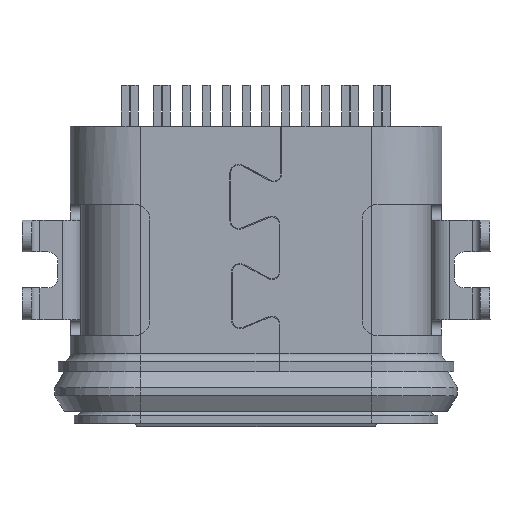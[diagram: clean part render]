
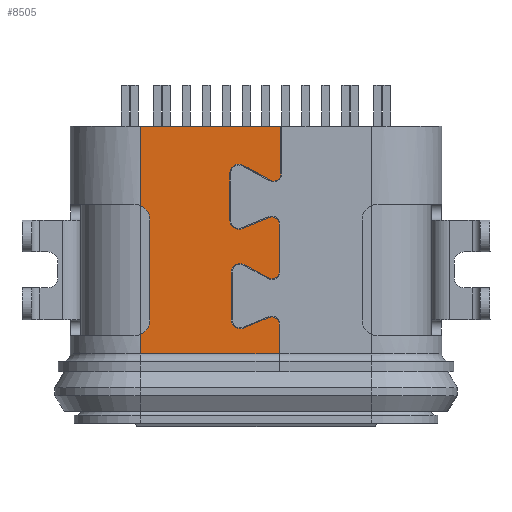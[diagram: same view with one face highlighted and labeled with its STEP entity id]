
A CAD part, front view. The second image highlights one B-rep face of the part: STEP entity #8505.
In plain terms, the highlighted planar face has unit normal (0, -1, 0).
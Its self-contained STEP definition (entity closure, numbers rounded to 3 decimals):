
#9=DIRECTION('',(-1.,0.,0.));
#10=VECTOR('',#9,3.526);
#11=CARTESIAN_POINT('',(0.459,-1.094,7.53));
#12=LINE('',#11,#10);
#977=DIRECTION('',(1.,0.,0.));
#978=VECTOR('',#977,3.48);
#979=CARTESIAN_POINT('',(-3.067,-1.094,1.83));
#980=LINE('',#979,#978);
#1033=DIRECTION('',(0.,0.,-1.));
#1034=VECTOR('',#1033,0.483);
#1035=CARTESIAN_POINT('',(-3.067,-1.094,
2.313));
#1036=LINE('',#1035,#1034);
#1041=DIRECTION('',(0.,0.,-1.));
#1042=VECTOR('',#1041,1.983);
#1043=CARTESIAN_POINT('',(-3.067,-1.094,
7.53));
#1044=LINE('',#1043,#1042);
#1287=DIRECTION('',(0.,0.,-1.));
#1288=VECTOR('',#1287,0.743);
#1289=CARTESIAN_POINT('',(0.413,-1.094,
2.573));
#1290=LINE('',#1289,#1288);
#1291=CARTESIAN_POINT('',(-3.227,-1.094,
2.68));
#1292=DIRECTION('',(0.,-1.,0.));
#1293=DIRECTION('',(0.4,0.,-0.917));
#1294=AXIS2_PLACEMENT_3D('',#1291,#1292,#1293);
#1296=CARTESIAN_POINT('',(-3.227,-1.094,
5.18));
#1297=DIRECTION('',(0.,-1.,0.));
#1298=DIRECTION('',(1.,0.,0.));
#1299=AXIS2_PLACEMENT_3D('',#1296,#1297,#1298);
#1301=CARTESIAN_POINT('',(0.279,-1.094,
6.337));
#1302=DIRECTION('',(0.,1.,0.));
#1303=DIRECTION('',(1.,0.,0.));
#1304=AXIS2_PLACEMENT_3D('',#1301,#1302,#1303);
#1306=DIRECTION('',(-0.877,0.,0.48));
#1307=VECTOR('',#1306,0.784);
#1308=CARTESIAN_POINT('',(0.193,-1.094,
6.179));
#1309=LINE('',#1308,#1307);
#1310=CARTESIAN_POINT('',(-0.6,-1.094,
6.363));
#1311=DIRECTION('',(0.,-1.,0.));
#1312=DIRECTION('',(0.48,0.,0.877));
#1313=AXIS2_PLACEMENT_3D('',#1310,#1311,#1312);
#1315=DIRECTION('',(0.,0.,-1.));
#1316=VECTOR('',#1315,1.193);
#1317=CARTESIAN_POINT('',(-0.82,-1.094,
6.363));
#1318=LINE('',#1317,#1316);
#1319=CARTESIAN_POINT('',(-0.6,-1.094,
5.17));
#1320=DIRECTION('',(0.,-1.,0.));
#1321=DIRECTION('',(-1.,0.,0.));
#1322=AXIS2_PLACEMENT_3D('',#1319,#1320,#1321);
#1324=DIRECTION('',(0.925,0.,0.38));
#1325=VECTOR('',#1324,0.736);
#1326=CARTESIAN_POINT('',(-0.517,-1.094,
4.966));
#1327=LINE('',#1326,#1325);
#1328=CARTESIAN_POINT('',(0.233,-1.094,
5.08));
#1329=DIRECTION('',(0.,1.,0.));
#1330=DIRECTION('',(-0.38,0.,0.925));
#1331=AXIS2_PLACEMENT_3D('',#1328,#1329,#1330);
#1333=DIRECTION('',(0.,0.,-1.));
#1334=VECTOR('',#1333,1.193);
#1335=CARTESIAN_POINT('',(0.413,-1.094,
5.08));
#1336=LINE('',#1335,#1334);
#1337=CARTESIAN_POINT('',(0.233,-1.094,
3.887));
#1338=DIRECTION('',(0.,1.,0.));
#1339=DIRECTION('',(1.,0.,0.));
#1340=AXIS2_PLACEMENT_3D('',#1337,#1338,#1339);
#1342=DIRECTION('',(-0.877,0.,0.48));
#1343=VECTOR('',#1342,0.693);
#1344=CARTESIAN_POINT('',(0.146,-1.094,
3.729));
#1345=LINE('',#1344,#1343);
#1346=CARTESIAN_POINT('',(-0.567,-1.094,
3.869));
#1347=DIRECTION('',(0.,-1.,0.));
#1348=DIRECTION('',(0.48,0.,0.877));
#1349=AXIS2_PLACEMENT_3D('',#1346,#1347,#1348);
#1351=DIRECTION('',(0.,0.,-1.));
#1352=VECTOR('',#1351,1.193);
#1353=CARTESIAN_POINT('',(-0.787,-1.094,
3.869));
#1354=LINE('',#1353,#1352);
#1355=CARTESIAN_POINT('',(-0.567,-1.094,
2.676));
#1356=DIRECTION('',(0.,-1.,0.));
#1357=DIRECTION('',(-1.,0.,0.));
#1358=AXIS2_PLACEMENT_3D('',#1355,#1356,#1357);
#1360=DIRECTION('',(0.925,0.,0.38));
#1361=VECTOR('',#1360,0.701);
#1362=CARTESIAN_POINT('',(-0.483,-1.094,
2.473));
#1363=LINE('',#1362,#1361);
#1364=CARTESIAN_POINT('',(0.233,-1.094,
2.573));
#1365=DIRECTION('',(0.,1.,0.));
#1366=DIRECTION('',(-0.38,0.,0.925));
#1367=AXIS2_PLACEMENT_3D('',#1364,#1365,#1366);
#1377=DIRECTION('',(0.,0.,-1.));
#1378=VECTOR('',#1377,2.5);
#1379=CARTESIAN_POINT('',(-2.827,-1.094,
5.18));
#1380=LINE('',#1379,#1378);
#1396=DIRECTION('',(0.,0.,1.));
#1397=VECTOR('',#1396,1.193);
#1398=CARTESIAN_POINT('',(0.459,-1.094,
6.337));
#1399=LINE('',#1398,#1397);
#6025=CARTESIAN_POINT('',(0.459,-1.094,
6.337));
#6026=VERTEX_POINT('',#6025);
#6027=CARTESIAN_POINT('',(0.459,-1.094,
7.53));
#6028=VERTEX_POINT('',#6027);
#6031=CARTESIAN_POINT('',(-0.495,-1.094,
6.556));
#6032=VERTEX_POINT('',#6031);
#6033=CARTESIAN_POINT('',(0.193,-1.094,
6.179));
#6034=VERTEX_POINT('',#6033);
#6037=CARTESIAN_POINT('',(-0.82,-1.094,
6.363));
#6038=VERTEX_POINT('',#6037);
#6234=CARTESIAN_POINT('',(0.413,-1.094,
2.573));
#6235=CARTESIAN_POINT('',(0.413,-1.094,
1.83));
#6236=VERTEX_POINT('',#6234);
#6237=VERTEX_POINT('',#6235);
#6238=CARTESIAN_POINT('',(-3.067,-1.094,
1.83));
#6239=VERTEX_POINT('',#6238);
#6240=CARTESIAN_POINT('',(-3.067,-1.094,
2.313));
#6241=VERTEX_POINT('',#6240);
#6242=CARTESIAN_POINT('',(-2.827,-1.094,
2.68));
#6243=VERTEX_POINT('',#6242);
#6244=CARTESIAN_POINT('',(-2.827,-1.094,
5.18));
#6245=VERTEX_POINT('',#6244);
#6246=CARTESIAN_POINT('',(-3.067,-1.094,
5.547));
#6247=VERTEX_POINT('',#6246);
#6248=CARTESIAN_POINT('',(-3.067,-1.094,
7.53));
#6249=VERTEX_POINT('',#6248);
#6250=CARTESIAN_POINT('',(-0.82,-1.094,
5.17));
#6251=VERTEX_POINT('',#6250);
#6252=CARTESIAN_POINT('',(-0.517,-1.094,
4.966));
#6253=VERTEX_POINT('',#6252);
#6254=CARTESIAN_POINT('',(0.164,-1.094,
5.246));
#6255=VERTEX_POINT('',#6254);
#6256=CARTESIAN_POINT('',(0.413,-1.094,
5.08));
#6257=VERTEX_POINT('',#6256);
#6258=CARTESIAN_POINT('',(0.413,-1.094,
3.887));
#6259=VERTEX_POINT('',#6258);
#6260=CARTESIAN_POINT('',(0.146,-1.094,
3.729));
#6261=VERTEX_POINT('',#6260);
#6262=CARTESIAN_POINT('',(-0.461,-1.094,
4.062));
#6263=VERTEX_POINT('',#6262);
#6264=CARTESIAN_POINT('',(-0.787,-1.094,
3.869));
#6265=VERTEX_POINT('',#6264);
#6266=CARTESIAN_POINT('',(-0.787,-1.094,
2.676));
#6267=VERTEX_POINT('',#6266);
#6268=CARTESIAN_POINT('',(-0.483,-1.094,
2.473));
#6269=VERTEX_POINT('',#6268);
#6270=CARTESIAN_POINT('',(0.164,-1.094,
2.739));
#6271=VERTEX_POINT('',#6270);
#8456=CARTESIAN_POINT('',(-3.067,-1.094,
1.38));
#8457=DIRECTION('',(0.,-1.,0.));
#8458=DIRECTION('',(1.,0.,0.));
#8459=AXIS2_PLACEMENT_3D('',#8456,#8457,#8458);
#8460=PLANE('',#8459);
#8461=ORIENTED_EDGE('',*,*,#8120,.T.);
#8462=ORIENTED_EDGE('',*,*,#8194,.F.);
#8463=ORIENTED_EDGE('',*,*,#8235,.F.);
#8465=ORIENTED_EDGE('',*,*,#8464,.T.);
#8467=ORIENTED_EDGE('',*,*,#8466,.F.);
#8468=ORIENTED_EDGE('',*,*,#8433,.T.);
#8469=ORIENTED_EDGE('',*,*,#8244,.F.);
#8470=ORIENTED_EDGE('',*,*,#7162,.F.);
#8472=ORIENTED_EDGE('',*,*,#8471,.F.);
#8474=ORIENTED_EDGE('',*,*,#8473,.T.);
#8476=ORIENTED_EDGE('',*,*,#8475,.T.);
#8478=ORIENTED_EDGE('',*,*,#8477,.T.);
#8480=ORIENTED_EDGE('',*,*,#8479,.T.);
#8482=ORIENTED_EDGE('',*,*,#8481,.T.);
#8484=ORIENTED_EDGE('',*,*,#8483,.T.);
#8486=ORIENTED_EDGE('',*,*,#8485,.T.);
#8488=ORIENTED_EDGE('',*,*,#8487,.T.);
#8490=ORIENTED_EDGE('',*,*,#8489,.T.);
#8492=ORIENTED_EDGE('',*,*,#8491,.T.);
#8494=ORIENTED_EDGE('',*,*,#8493,.T.);
#8496=ORIENTED_EDGE('',*,*,#8495,.T.);
#8498=ORIENTED_EDGE('',*,*,#8497,.T.);
#8500=ORIENTED_EDGE('',*,*,#8499,.T.);
#8502=ORIENTED_EDGE('',*,*,#8501,.T.);
#8503=EDGE_LOOP('',(#8461,#8462,#8463,#8465,#8467,#8468,#8469,#8470,#8472,#8474,
#8476,#8478,#8480,#8482,#8484,#8486,#8488,#8490,#8492,#8494,#8496,#8498,#8500,
#8502));
#8504=FACE_OUTER_BOUND('',#8503,.F.);
#8505=ADVANCED_FACE('',(#8504),#8460,.T.);
#1295=CIRCLE('',#1294,0.4);
#1300=CIRCLE('',#1299,0.4);
#1305=CIRCLE('',#1304,0.18);
#1314=CIRCLE('',#1313,0.22);
#1323=CIRCLE('',#1322,0.22);
#1332=CIRCLE('',#1331,0.18);
#1341=CIRCLE('',#1340,0.18);
#1350=CIRCLE('',#1349,0.22);
#1359=CIRCLE('',#1358,0.22);
#1368=CIRCLE('',#1367,0.18);
#7162=EDGE_CURVE('',#6028,#6249,#12,.T.);
#8120=EDGE_CURVE('',#6236,#6237,#1290,.T.);
#8194=EDGE_CURVE('',#6239,#6237,#980,.T.);
#8235=EDGE_CURVE('',#6241,#6239,#1036,.T.);
#8244=EDGE_CURVE('',#6249,#6247,#1044,.T.);
#8433=EDGE_CURVE('',#6245,#6247,#1300,.T.);
#8464=EDGE_CURVE('',#6241,#6243,#1295,.T.);
#8466=EDGE_CURVE('',#6245,#6243,#1380,.T.);
#8471=EDGE_CURVE('',#6026,#6028,#1399,.T.);
#8473=EDGE_CURVE('',#6026,#6034,#1305,.T.);
#8475=EDGE_CURVE('',#6034,#6032,#1309,.T.);
#8477=EDGE_CURVE('',#6032,#6038,#1314,.T.);
#8479=EDGE_CURVE('',#6038,#6251,#1318,.T.);
#8481=EDGE_CURVE('',#6251,#6253,#1323,.T.);
#8483=EDGE_CURVE('',#6253,#6255,#1327,.T.);
#8485=EDGE_CURVE('',#6255,#6257,#1332,.T.);
#8487=EDGE_CURVE('',#6257,#6259,#1336,.T.);
#8489=EDGE_CURVE('',#6259,#6261,#1341,.T.);
#8491=EDGE_CURVE('',#6261,#6263,#1345,.T.);
#8493=EDGE_CURVE('',#6263,#6265,#1350,.T.);
#8495=EDGE_CURVE('',#6265,#6267,#1354,.T.);
#8497=EDGE_CURVE('',#6267,#6269,#1359,.T.);
#8499=EDGE_CURVE('',#6269,#6271,#1363,.T.);
#8501=EDGE_CURVE('',#6271,#6236,#1368,.T.);
